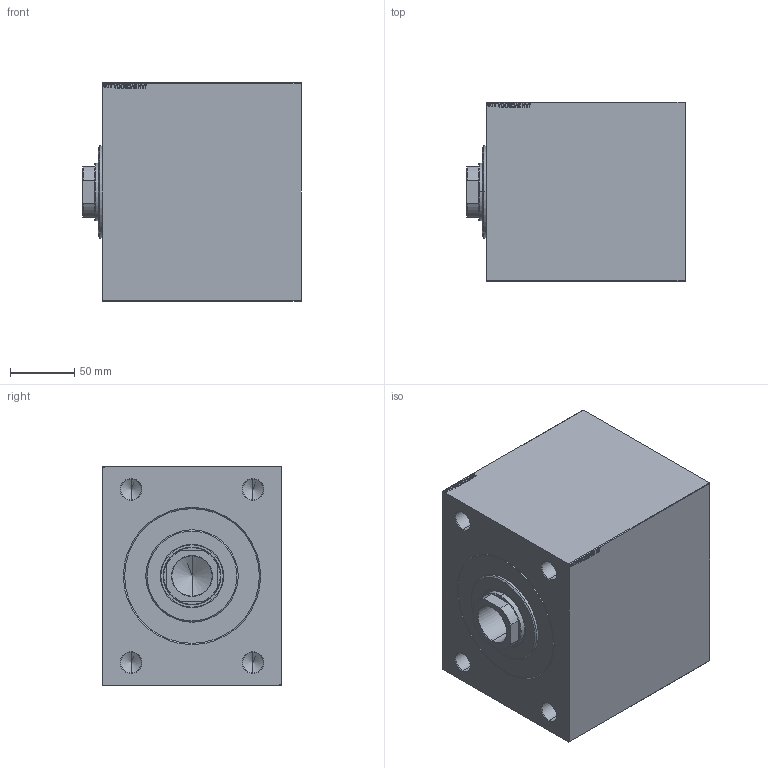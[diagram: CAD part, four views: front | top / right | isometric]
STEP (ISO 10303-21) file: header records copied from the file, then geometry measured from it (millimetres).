
FILE_DESCRIPTION (( 'STEP AP203' ), '1' );
FILE_NAME ('4acd.STEP', '2024-02-12T02:01:51', ( '' ), ( '' ), 'SwSTEP 2.0', 'SolidWorks 2019', '' );
FILE_SCHEMA (( 'CONFIG_CONTROL_DESIGN' ));
Length unit declared in the file: millimetre
Products named in the file (4): V450CM_VC_B 437cdee8cd608ef9a5db188d7a01343d; V450CM_B_VCP 437cdee8cd608ef9a5db188d7a01343d; V450CM_B_Body 437cdee8cd608ef9a5db188d7a01343d; 4acd
Assembly tree (3 placements, depth 2):
  4acd
    V450CM_B_Body 437cdee8cd608ef9a5db188d7a01343d
    V450CM_B_VCP 437cdee8cd608ef9a5db188d7a01343d
    V450CM_VC_B 437cdee8cd608ef9a5db188d7a01343d
Bounding box: 170 x 140 x 170 mm (x, y, z)
Volume: 3310294.2 mm3; surface area: 272023.3 mm2
Topology: 3 solids, 3 shells, 884 faces, 2262 edges, 1481 vertices
Faces by surface type: plane 402, bspline 380, cylinder 56, cone 46
Entity records: 44502 total; most frequent: CARTESIAN_POINT 25247, ORIENTED_EDGE 4488, DIRECTION 2632, EDGE_CURVE 2244, VERTEX_POINT 1481, LINE 1332, VECTOR 1332, EDGE_LOOP 1005
